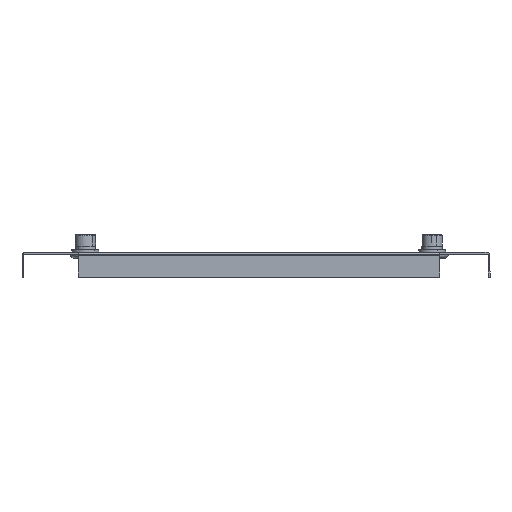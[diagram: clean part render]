
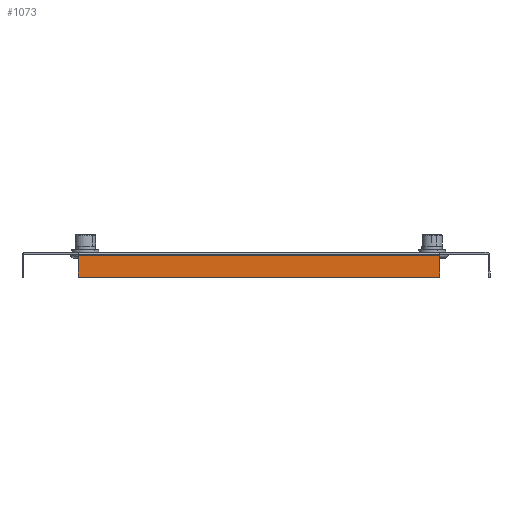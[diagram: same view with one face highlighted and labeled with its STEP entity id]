
A CAD part, left-side view. The second image highlights one B-rep face of the part: STEP entity #1073.
In plain terms, the highlighted planar face has unit normal (-1, 0, 0).
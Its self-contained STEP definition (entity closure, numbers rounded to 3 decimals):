
#157 = CARTESIAN_POINT ( 'NONE',  ( -404.5, 158.65, -2.8 ) ) ;
#169 = DIRECTION ( 'NONE',  ( 0., 1., 0. ) ) ;
#341 = LINE ( 'NONE', #681, #1435 ) ;
#432 = DIRECTION ( 'NONE',  ( 0., 0., 1. ) ) ;
#533 = DIRECTION ( 'NONE',  ( 0., 0., -1. ) ) ;
#592 = CARTESIAN_POINT ( 'NONE',  ( -404.5, -161.85, -22. ) ) ;
#617 = VERTEX_POINT ( 'NONE', #157 ) ;
#681 = CARTESIAN_POINT ( 'NONE',  ( -404.5, 0., -2.8 ) ) ;
#799 = EDGE_CURVE ( 'NONE', #3366, #617, #341, .T. ) ;
#1073 = ADVANCED_FACE ( 'NONE', ( #4383 ), #1620, .T. ) ;
#1102 = EDGE_LOOP ( 'NONE', ( #2764, #3066, #1638, #3029 ) ) ;
#1429 = CARTESIAN_POINT ( 'NONE',  ( -404.5, 158.65, -22. ) ) ;
#1435 = VECTOR ( 'NONE', #2052, 1000. ) ;
#1620 = PLANE ( 'NONE',  #1944 ) ;
#1638 = ORIENTED_EDGE ( 'NONE', *, *, #2854, .F. ) ;
#1680 = VERTEX_POINT ( 'NONE', #1429 ) ;
#1944 = AXIS2_PLACEMENT_3D ( 'NONE', #4409, #4042, #3999 ) ;
#2052 = DIRECTION ( 'NONE',  ( 0., 1., 0. ) ) ;
#2358 = VECTOR ( 'NONE', #533, 1000. ) ;
#2606 = LINE ( 'NONE', #3325, #2358 ) ;
#2664 = CARTESIAN_POINT ( 'NONE',  ( -404.5, 158.65, -22. ) ) ;
#2764 = ORIENTED_EDGE ( 'NONE', *, *, #3945, .F. ) ;
#2854 = EDGE_CURVE ( 'NONE', #1680, #617, #4243, .T. ) ;
#2889 = VERTEX_POINT ( 'NONE', #592 ) ;
#3029 = ORIENTED_EDGE ( 'NONE', *, *, #3434, .F. ) ;
#3066 = ORIENTED_EDGE ( 'NONE', *, *, #799, .T. ) ;
#3325 = CARTESIAN_POINT ( 'NONE',  ( -404.5, -161.85, -22. ) ) ;
#3353 = LINE ( 'NONE', #2664, #4159 ) ;
#3366 = VERTEX_POINT ( 'NONE', #4312 ) ;
#3434 = EDGE_CURVE ( 'NONE', #2889, #1680, #3353, .T. ) ;
#3790 = VECTOR ( 'NONE', #432, 1000. ) ;
#3945 = EDGE_CURVE ( 'NONE', #3366, #2889, #2606, .T. ) ;
#3999 = DIRECTION ( 'NONE',  ( 0., 0., 1. ) ) ;
#4042 = DIRECTION ( 'NONE',  ( -1., 0., 0. ) ) ;
#4159 = VECTOR ( 'NONE', #169, 1000. ) ;
#4214 = CARTESIAN_POINT ( 'NONE',  ( -404.5, 158.65, -1.5 ) ) ;
#4243 = LINE ( 'NONE', #4214, #3790 ) ;
#4312 = CARTESIAN_POINT ( 'NONE',  ( -404.5, -161.85, -2.8 ) ) ;
#4383 = FACE_OUTER_BOUND ( 'NONE', #1102, .T. ) ;
#4409 = CARTESIAN_POINT ( 'NONE',  ( -404.5, 0., 0. ) ) ;
